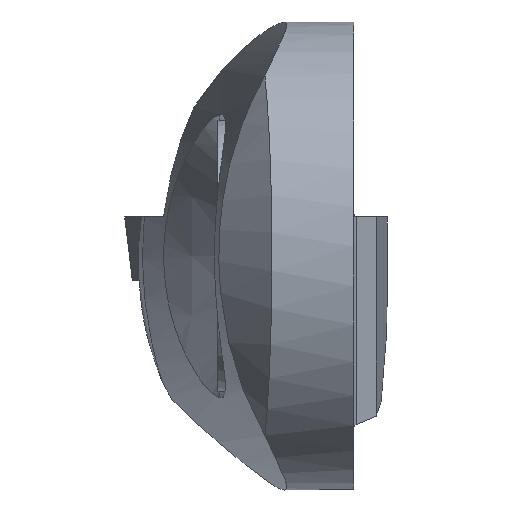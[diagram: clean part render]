
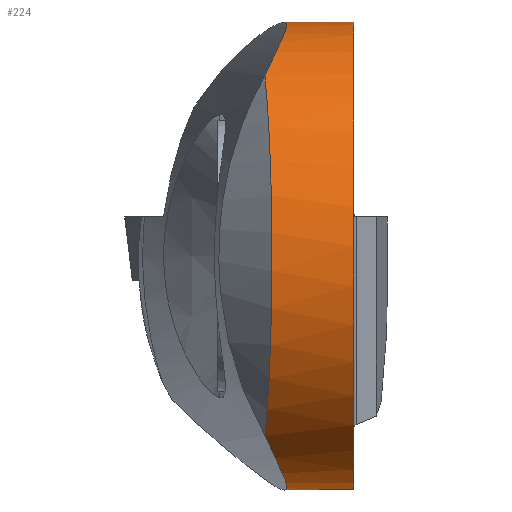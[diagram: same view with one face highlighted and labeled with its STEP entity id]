
A CAD part, top view. The second image highlights one B-rep face of the part: STEP entity #224.
In plain terms, the highlighted cylindrical face has radius 11.75 mm (diameter 23.5 mm), a partial arc.
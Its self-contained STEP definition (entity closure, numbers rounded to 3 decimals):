
#158=CIRCLE('',#1188,11.75);
#182=CYLINDRICAL_SURFACE('',#1189,11.75);
#224=ADVANCED_FACE('',(#312),#182,.T.);
#312=FACE_OUTER_BOUND('',#361,.T.);
#361=EDGE_LOOP('',(#526,#527,#528,#529,#530,#531));
#432=B_SPLINE_CURVE_WITH_KNOTS('',3,(#1785,#1786,#1787,#1788,#1789,#1790),
 .UNSPECIFIED.,.F.,.F.,(4,2,4),(0.,0.5,1.),.UNSPECIFIED.);
#433=B_SPLINE_CURVE_WITH_KNOTS('',3,(#1793,#1794,#1795,#1796,#1797,#1798),
 .UNSPECIFIED.,.F.,.F.,(4,2,4),(0.,0.5,1.),.UNSPECIFIED.);
#434=B_SPLINE_CURVE_WITH_KNOTS('',3,(#1800,#1801,#1802,#1803),
 .UNSPECIFIED.,.F.,.F.,(4,4),(0.,1.),.UNSPECIFIED.);
#526=ORIENTED_EDGE('',*,*,#871,.F.);
#527=ORIENTED_EDGE('',*,*,#872,.T.);
#528=ORIENTED_EDGE('',*,*,#851,.T.);
#529=ORIENTED_EDGE('',*,*,#873,.T.);
#530=ORIENTED_EDGE('',*,*,#863,.F.);
#531=ORIENTED_EDGE('',*,*,#874,.T.);
#749=VERTEX_POINT('',#1706);
#750=VERTEX_POINT('',#1708);
#755=VERTEX_POINT('',#1745);
#756=VERTEX_POINT('',#1747);
#761=VERTEX_POINT('',#1791);
#762=VERTEX_POINT('',#1792);
#851=EDGE_CURVE('',#750,#749,#963,.T.);
#863=EDGE_CURVE('',#755,#756,#971,.T.);
#871=EDGE_CURVE('',#761,#762,#432,.T.);
#872=EDGE_CURVE('',#761,#750,#433,.T.);
#873=EDGE_CURVE('',#749,#756,#158,.T.);
#874=EDGE_CURVE('',#755,#762,#434,.T.);
#963=LINE('',#1707,#1038);
#971=LINE('',#1746,#1046);
#1038=VECTOR('',#1351,1.);
#1046=VECTOR('',#1369,1.);
#1188=AXIS2_PLACEMENT_3D('',#1799,#1379,#1380);
#1189=AXIS2_PLACEMENT_3D('',#1804,#1381,#1382);
#1351=DIRECTION('',(1.,0.,0.));
#1369=DIRECTION('',(1.,0.,0.));
#1379=DIRECTION('',(-1.,0.,0.));
#1380=DIRECTION('',(0.,0.,1.));
#1381=DIRECTION('',(1.,0.,0.));
#1382=DIRECTION('',(0.,0.,-1.));
#1706=CARTESIAN_POINT('',(0.,-11.349,-3.042));
#1707=CARTESIAN_POINT('',(-12.,-11.349,-3.042));
#1708=CARTESIAN_POINT('',(-4.254,-11.349,-3.042));
#1745=CARTESIAN_POINT('',(-3.471,11.75,0.));
#1746=CARTESIAN_POINT('',(-12.,11.75,0.));
#1747=CARTESIAN_POINT('',(0.,11.75,0.));
#1785=CARTESIAN_POINT('',(-4.455,-9.032,7.516));
#1786=CARTESIAN_POINT('',(-4.232,-6.848,10.14));
#1787=CARTESIAN_POINT('',(-4.1,-3.461,11.75));
#1788=CARTESIAN_POINT('',(-4.1,3.464,11.75));
#1789=CARTESIAN_POINT('',(-4.232,6.845,10.143));
#1790=CARTESIAN_POINT('',(-4.455,9.032,7.516));
#1791=CARTESIAN_POINT('',(-4.455,-9.032,7.516));
#1792=CARTESIAN_POINT('',(-4.455,9.032,7.516));
#1793=CARTESIAN_POINT('',(-4.455,-9.032,7.516));
#1794=CARTESIAN_POINT('',(-3.941,-10.202,6.11));
#1795=CARTESIAN_POINT('',(-3.46,-11.066,4.386));
#1796=CARTESIAN_POINT('',(-3.265,-11.885,0.666));
#1797=CARTESIAN_POINT('',(-3.604,-11.819,-1.291));
#1798=CARTESIAN_POINT('',(-4.254,-11.349,-3.042));
#1799=CARTESIAN_POINT('',(0.,0.,0.));
#1800=CARTESIAN_POINT('',(-3.471,11.75,0.));
#1801=CARTESIAN_POINT('',(-3.083,11.75,2.761));
#1802=CARTESIAN_POINT('',(-3.71,10.726,5.48));
#1803=CARTESIAN_POINT('',(-4.455,9.032,7.516));
#1804=CARTESIAN_POINT('',(-12.,0.,0.));
